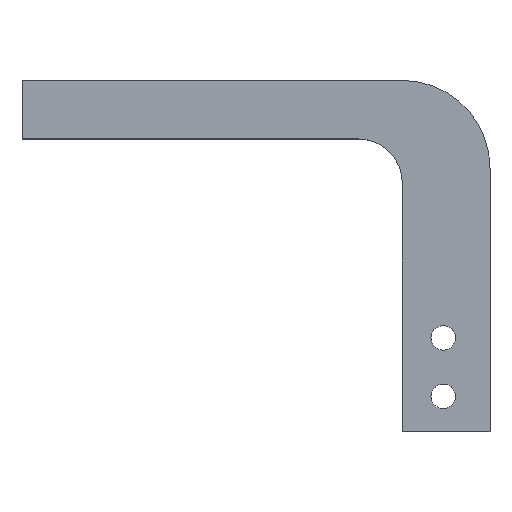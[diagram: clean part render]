
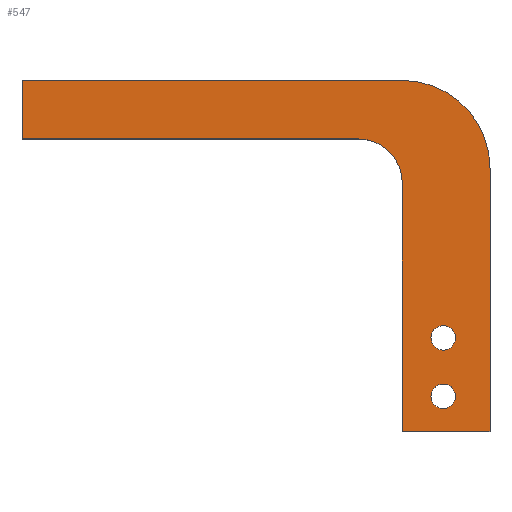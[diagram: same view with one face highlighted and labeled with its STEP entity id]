
A CAD part, top view. The second image highlights one B-rep face of the part: STEP entity #547.
In plain terms, the highlighted planar face has unit normal (0, 0, 1).
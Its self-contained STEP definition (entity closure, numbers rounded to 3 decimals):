
#23=FACE_BOUND('',#104,.T.);
#24=FACE_BOUND('',#105,.T.);
#41=PLANE('',#608);
#68=FACE_OUTER_BOUND('',#103,.T.);
#103=EDGE_LOOP('',(#501,#502,#503,#504,#505,#506,#507,#508));
#104=EDGE_LOOP('',(#509));
#105=EDGE_LOOP('',(#510));
#125=LINE('',#818,#180);
#137=LINE('',#846,#192);
#143=LINE('',#866,#198);
#153=LINE('',#893,#208);
#158=LINE('',#908,#213);
#160=LINE('',#911,#215);
#180=VECTOR('',#666,10.);
#192=VECTOR('',#686,10.);
#198=VECTOR('',#706,10.);
#208=VECTOR('',#734,10.);
#213=VECTOR('',#753,10.);
#215=VECTOR('',#757,10.);
#225=CIRCLE('',#582,7.5);
#226=CIRCLE('',#585,15.);
#234=CIRCLE('',#603,2.1);
#235=CIRCLE('',#605,2.1);
#254=VERTEX_POINT('',#815);
#255=VERTEX_POINT('',#817);
#260=VERTEX_POINT('',#828);
#261=VERTEX_POINT('',#830);
#267=VERTEX_POINT('',#844);
#268=VERTEX_POINT('',#848);
#274=VERTEX_POINT('',#865);
#283=VERTEX_POINT('',#899);
#284=VERTEX_POINT('',#903);
#285=VERTEX_POINT('',#907);
#313=EDGE_CURVE('',#255,#254,#125,.T.);
#319=EDGE_CURVE('',#260,#261,#225,.T.);
#327=EDGE_CURVE('',#260,#267,#137,.T.);
#328=EDGE_CURVE('',#255,#268,#226,.T.);
#337=EDGE_CURVE('',#274,#268,#143,.T.);
#351=EDGE_CURVE('',#267,#274,#153,.T.);
#354=EDGE_CURVE('',#283,#283,#234,.T.);
#356=EDGE_CURVE('',#284,#284,#235,.T.);
#358=EDGE_CURVE('',#285,#261,#158,.T.);
#360=EDGE_CURVE('',#254,#285,#160,.T.);
#501=ORIENTED_EDGE('',*,*,#328,.F.);
#502=ORIENTED_EDGE('',*,*,#313,.T.);
#503=ORIENTED_EDGE('',*,*,#360,.T.);
#504=ORIENTED_EDGE('',*,*,#358,.T.);
#505=ORIENTED_EDGE('',*,*,#319,.F.);
#506=ORIENTED_EDGE('',*,*,#327,.T.);
#507=ORIENTED_EDGE('',*,*,#351,.T.);
#508=ORIENTED_EDGE('',*,*,#337,.T.);
#509=ORIENTED_EDGE('',*,*,#356,.T.);
#510=ORIENTED_EDGE('',*,*,#354,.T.);
#547=ADVANCED_FACE('',(#68,#23,#24),#41,.T.);
#582=AXIS2_PLACEMENT_3D('',#831,#675,#676);
#585=AXIS2_PLACEMENT_3D('',#849,#689,#690);
#603=AXIS2_PLACEMENT_3D('',#900,#743,#744);
#605=AXIS2_PLACEMENT_3D('',#904,#748,#749);
#608=AXIS2_PLACEMENT_3D('',#912,#758,#759);
#666=DIRECTION('',(-1.,0.,0.));
#675=DIRECTION('center_axis',(0.,0.,1.));
#676=DIRECTION('ref_axis',(0.707,0.707,0.));
#686=DIRECTION('',(0.,-1.,0.));
#689=DIRECTION('center_axis',(0.,0.,-1.));
#690=DIRECTION('ref_axis',(0.707,0.707,0.));
#706=DIRECTION('',(0.,1.,0.));
#734=DIRECTION('',(1.,0.,0.));
#743=DIRECTION('center_axis',(0.,0.,-1.));
#744=DIRECTION('ref_axis',(1.,0.,0.));
#748=DIRECTION('center_axis',(0.,0.,-1.));
#749=DIRECTION('ref_axis',(1.,0.,0.));
#753=DIRECTION('',(1.,0.,0.));
#757=DIRECTION('',(0.,-1.,0.));
#758=DIRECTION('center_axis',(0.,0.,1.));
#759=DIRECTION('ref_axis',(1.,0.,0.));
#815=CARTESIAN_POINT('',(-72.5,35.,14.));
#817=CARTESIAN_POINT('',(-7.5,35.,14.));
#818=CARTESIAN_POINT('',(-72.5,35.,14.));
#828=CARTESIAN_POINT('',(-7.5,17.5,14.));
#830=CARTESIAN_POINT('',(-15.,25.,14.));
#831=CARTESIAN_POINT('Origin',(-15.,17.5,14.));
#844=CARTESIAN_POINT('',(-7.5,-25.,14.));
#846=CARTESIAN_POINT('',(-7.5,-25.,14.));
#848=CARTESIAN_POINT('',(7.5,20.,14.));
#849=CARTESIAN_POINT('Origin',(-7.5,20.,14.));
#865=CARTESIAN_POINT('',(7.5,-25.,14.));
#866=CARTESIAN_POINT('',(7.5,25.,14.));
#893=CARTESIAN_POINT('',(7.5,-25.,14.));
#899=CARTESIAN_POINT('',(-2.6,-9.,14.));
#900=CARTESIAN_POINT('Origin',(-0.5,-9.,14.));
#903=CARTESIAN_POINT('',(-2.6,-19.,14.));
#904=CARTESIAN_POINT('Origin',(-0.5,-19.,14.));
#907=CARTESIAN_POINT('',(-72.5,25.,14.));
#908=CARTESIAN_POINT('',(-72.5,25.,14.));
#911=CARTESIAN_POINT('',(-72.5,25.,14.));
#912=CARTESIAN_POINT('Origin',(-32.5,5.,14.));
